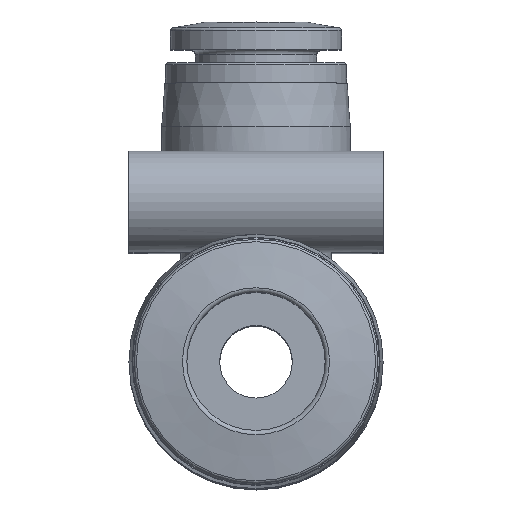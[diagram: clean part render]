
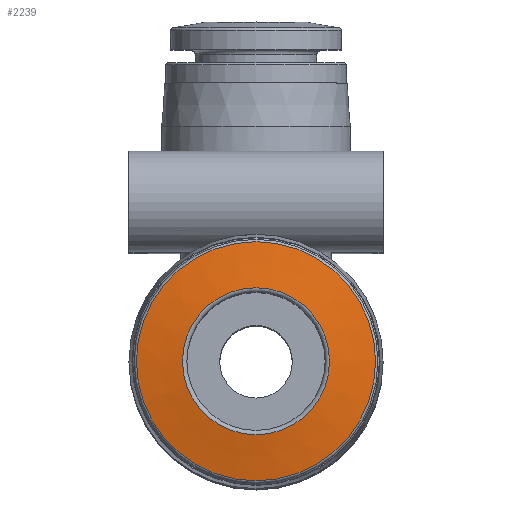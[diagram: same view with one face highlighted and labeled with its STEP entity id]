
A CAD part, top view. The second image highlights one B-rep face of the part: STEP entity #2239.
In plain terms, the highlighted conical face has half-angle 80 degrees and reference radius 5.062 mm.
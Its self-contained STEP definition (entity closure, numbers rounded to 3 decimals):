
#177=CONICAL_SURFACE('',#2379,5.063,1.396);
#324=ORIENTED_EDGE('',*,*,#668,.F.);
#325=ORIENTED_EDGE('',*,*,#669,.T.);
#668=EDGE_CURVE('',#835,#835,#926,.T.);
#669=EDGE_CURVE('',#836,#836,#927,.T.);
#835=VERTEX_POINT('',#3430);
#836=VERTEX_POINT('',#3432);
#926=CIRCLE('',#2380,8.235);
#927=CIRCLE('',#2381,5.063);
#1037=EDGE_LOOP('',(#324));
#1038=EDGE_LOOP('',(#325));
#1233=FACE_BOUND('',#1037,.T.);
#1234=FACE_BOUND('',#1038,.T.);
#2239=ADVANCED_FACE('',(#1233,#1234),#177,.T.);
#2379=AXIS2_PLACEMENT_3D('',#3428,#2677,#2678);
#2380=AXIS2_PLACEMENT_3D('',#3429,#2679,#2680);
#2381=AXIS2_PLACEMENT_3D('',#3431,#2681,#2682);
#2677=DIRECTION('',(0.,0.,-1.));
#2678=DIRECTION('',(-1.,0.,0.));
#2679=DIRECTION('',(0.,0.,-1.));
#2680=DIRECTION('',(-1.,0.,0.));
#2681=DIRECTION('',(0.,0.,-1.));
#2682=DIRECTION('',(-1.,0.,0.));
#3428=CARTESIAN_POINT('',(0.,0.,37.));
#3429=CARTESIAN_POINT('',(0.,0.,36.441));
#3430=CARTESIAN_POINT('',(-8.235,0.,36.441));
#3431=CARTESIAN_POINT('',(0.,0.,37.));
#3432=CARTESIAN_POINT('',(-5.063,0.,37.));
